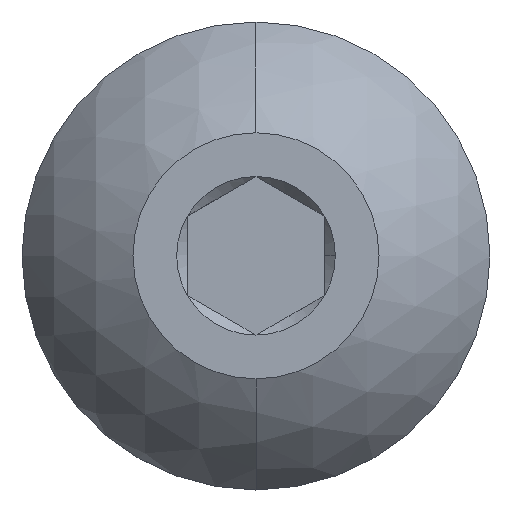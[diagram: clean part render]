
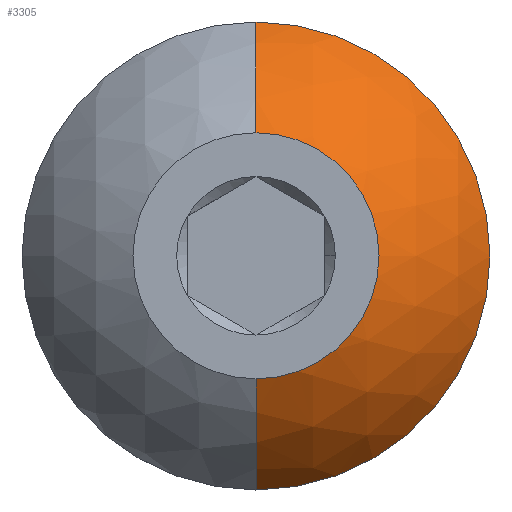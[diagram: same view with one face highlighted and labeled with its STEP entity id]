
A CAD part, top view. The second image highlights one B-rep face of the part: STEP entity #3305.
In plain terms, the highlighted spherical face has radius 3.065 mm.
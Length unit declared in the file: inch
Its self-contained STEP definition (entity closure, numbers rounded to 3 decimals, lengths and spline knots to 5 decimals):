
#710 = EDGE_CURVE ( 'NONE', #2266, #2314, #2096, .T. ) ;
#712 = EDGE_CURVE ( 'NONE', #2314, #2461, #2092, .T. ) ;
#751 = EDGE_CURVE ( 'NONE', #2266, #2365, #3212, .T. ) ;
#773 = EDGE_CURVE ( 'NONE', #2317, #2461, #3229, .T. ) ;
#774 = EDGE_CURVE ( 'NONE', #2365, #2317, #3214, .T. ) ;
#828 = AXIS2_PLACEMENT_3D ( 'NONE', #1610, #1608, #1400 ) ;
#829 = AXIS2_PLACEMENT_3D ( 'NONE', #1706, #1928, #1704 ) ;
#831 = AXIS2_PLACEMENT_3D ( 'NONE', #1645, #1391, #1681 ) ;
#835 = AXIS2_PLACEMENT_3D ( 'NONE', #4807, #4806, #4805 ) ;
#836 = AXIS2_PLACEMENT_3D ( 'NONE', #4802, #4801, #4800 ) ;
#881 = AXIS2_PLACEMENT_3D ( 'NONE', #1034, #1036, #1031 ) ;
#1031 = DIRECTION ( 'NONE',  ( 0., -1., 0. ) ) ;
#1034 = CARTESIAN_POINT ( 'NONE',  ( 0., 0., -0.10689 ) ) ;
#1036 = DIRECTION ( 'NONE',  ( 1., 0., 0. ) ) ;
#1391 = DIRECTION ( 'NONE',  ( 0., 0., 1. ) ) ;
#1400 = DIRECTION ( 'NONE',  ( 0., -1., 0. ) ) ;
#1608 = DIRECTION ( 'NONE',  ( -1., 0., 0. ) ) ;
#1610 = CARTESIAN_POINT ( 'NONE',  ( 0., 0., -0.10689 ) ) ;
#1645 = CARTESIAN_POINT ( 'NONE',  ( 0., 0., -0.05015 ) ) ;
#1681 = DIRECTION ( 'NONE',  ( 1., 0., 0. ) ) ;
#1704 = DIRECTION ( 'NONE',  ( 1., 0., 0. ) ) ;
#1706 = CARTESIAN_POINT ( 'NONE',  ( 0., 0., 0. ) ) ;
#1928 = DIRECTION ( 'NONE',  ( 0., 0., 1. ) ) ;
#2092 = CIRCLE ( 'NONE', #829, 0.056 ) ;
#2096 = CIRCLE ( 'NONE', #828, 0.12067 ) ;
#2173 = ORIENTED_EDGE ( 'NONE', *, *, #710, .F. ) ;
#2175 = ORIENTED_EDGE ( 'NONE', *, *, #774, .T. ) ;
#2178 = ORIENTED_EDGE ( 'NONE', *, *, #773, .T. ) ;
#2262 = ORIENTED_EDGE ( 'NONE', *, *, #751, .T. ) ;
#2266 = VERTEX_POINT ( 'NONE', #3721 ) ;
#2314 = VERTEX_POINT ( 'NONE', #3713 ) ;
#2317 = VERTEX_POINT ( 'NONE', #3711 ) ;
#2365 = VERTEX_POINT ( 'NONE', #3697 ) ;
#2431 = ORIENTED_EDGE ( 'NONE', *, *, #712, .F. ) ;
#2461 = VERTEX_POINT ( 'NONE', #3644 ) ;
#2496 = EDGE_LOOP ( 'NONE', ( #2262, #2175, #2178, #2431, #2173 ) ) ;
#3212 = CIRCLE ( 'NONE', #831, 0.1065 ) ;
#3214 = CIRCLE ( 'NONE', #836, 0.1065 ) ;
#3229 = CIRCLE ( 'NONE', #835, 0.12067 ) ;
#3305 = ADVANCED_FACE ( 'NONE', ( #4552 ), #4555, .T. ) ;
#3644 = CARTESIAN_POINT ( 'NONE',  ( 0., 0.056, 0. ) ) ;
#3697 = CARTESIAN_POINT ( 'NONE',  ( 0.1065, 0., -0.05015 ) ) ;
#3711 = CARTESIAN_POINT ( 'NONE',  ( 0., 0.1065, -0.05015 ) ) ;
#3713 = CARTESIAN_POINT ( 'NONE',  ( 0., -0.056, 0. ) ) ;
#3721 = CARTESIAN_POINT ( 'NONE',  ( 0., -0.1065, -0.05015 ) ) ;
#4552 = FACE_OUTER_BOUND ( 'NONE', #2496, .T. ) ;
#4555 = SPHERICAL_SURFACE ( 'NONE', #881, 0.12067 ) ;
#4800 = DIRECTION ( 'NONE',  ( 1., 0., 0. ) ) ;
#4801 = DIRECTION ( 'NONE',  ( 0., 0., 1. ) ) ;
#4802 = CARTESIAN_POINT ( 'NONE',  ( 0., 0., -0.05015 ) ) ;
#4805 = DIRECTION ( 'NONE',  ( 0., 1., 0. ) ) ;
#4806 = DIRECTION ( 'NONE',  ( 1., 0., 0. ) ) ;
#4807 = CARTESIAN_POINT ( 'NONE',  ( 0., 0., -0.10689 ) ) ;
